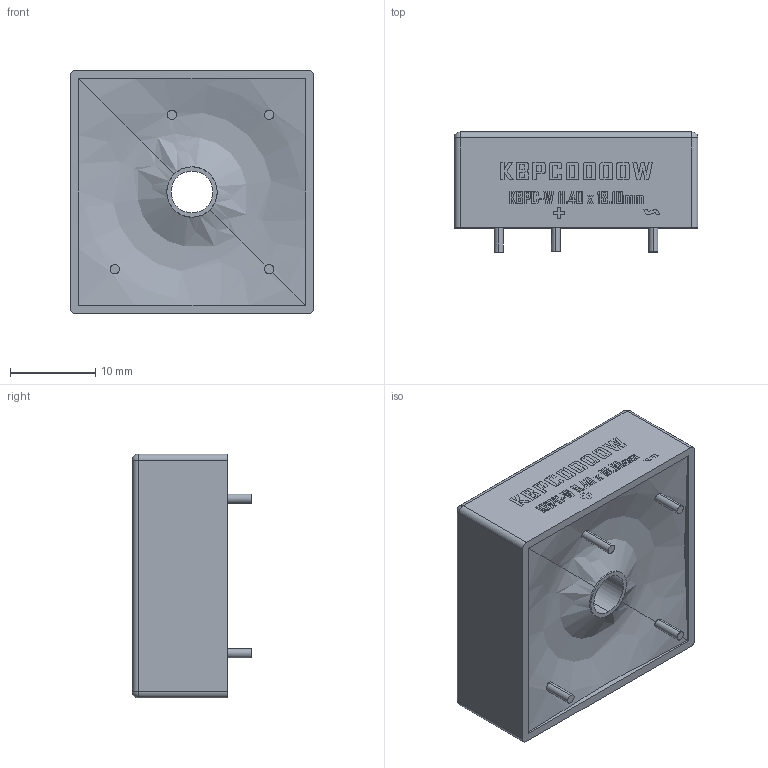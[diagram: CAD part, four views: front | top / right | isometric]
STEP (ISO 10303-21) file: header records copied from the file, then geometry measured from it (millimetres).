
FILE_DESCRIPTION (( 'STEP AP214' ), '1' );
FILE_NAME ('KBPC-W_Nonmal_Size_rev1.1.STEP', '2023-03-13T19:22:43', ( '' ), ( '' ), 'SwSTEP 2.0', 'SolidWorks 2020', '' );
FILE_SCHEMA (( 'AUTOMOTIVE_DESIGN' ));
Length unit declared in the file: millimetre
Products named in the file (1): KBPC-W_Nonmal_Size_rev1.1
Bounding box: 28.55 x 14.03 x 28.55 mm (x, y, z)
Volume: 8189.6 mm3; surface area: 3115.9 mm2
Topology: 1 solids, 1 shells, 479 faces, 1275 edges, 842 vertices
Faces by surface type: plane 363, bspline 90, cylinder 20, sphere 4, torus 2
Entity records: 21995 total; most frequent: CARTESIAN_POINT 5857, ORIENTED_EDGE 2542, DIRECTION 1896, EDGE_CURVE 1271, LINE 1040, VECTOR 1040, VERTEX_POINT 842, EDGE_LOOP 529
